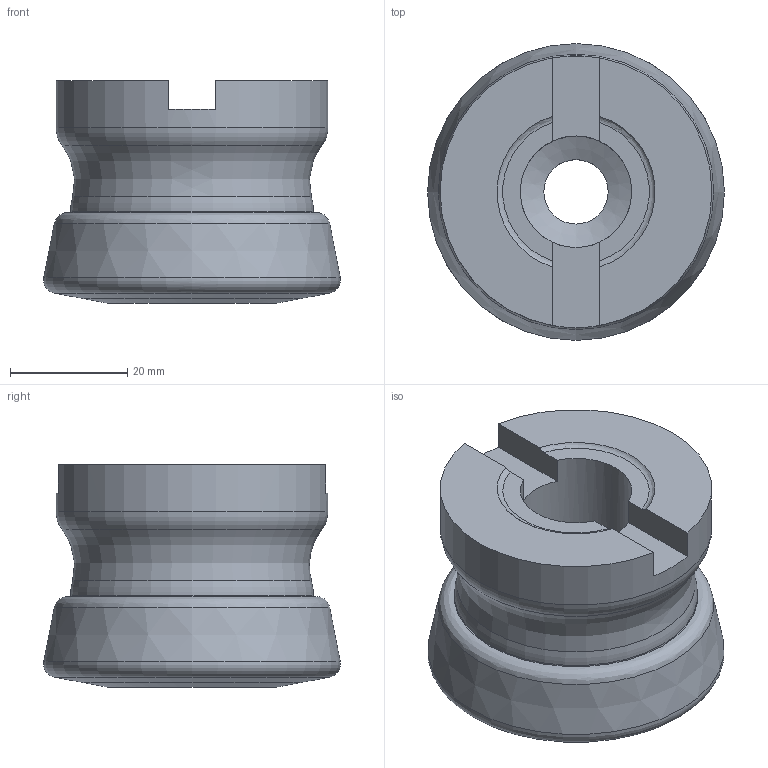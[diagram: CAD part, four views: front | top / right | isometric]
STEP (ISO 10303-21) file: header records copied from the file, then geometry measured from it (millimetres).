
FILE_DESCRIPTION(/* description */ (''),/* implementation_level */ '2;1');
FILE_NAME(/* name */ 'R220.21-02.00-SP14.5A_Basic.stp',/* time_stamp */ '2021-05-03T16:35:47+05:00',/* author */ (''),/* organization */ (''),/* preprocessor_version */ 'ST-DEVELOPER v16.7',/* originating_system */ 'SIEMENS PLM Software NX 12.0',/* authorisation */ '');
FILE_SCHEMA (('AUTOMOTIVE_DESIGN { 1 0 10303 214 3 1 1 1 }'));
Length unit declared in the file: millimetre
Products named in the file (4): CUT; NOCUT; ASSEMBLY_CONSTRUCTION; inpu0FAC3E74ir54
Assembly tree (3 placements, depth 2):
  inpu0FAC3E74ir54
    ASSEMBLY_CONSTRUCTION
    NOCUT
    CUT
Bounding box: 50.74 x 50.74 x 38.1 mm (x, y, z)
Volume: 68876.2 mm3; surface area: 16336.1 mm2
Topology: 2 solids, 2 shells, 41 faces, 94 edges, 66 vertices
Faces by surface type: plane 12, cone 10, torus 10, cylinder 5, revolution 4
Full cylindrical faces by diameter (mm): 11 x1, 15.7 x1, 19.056 x1, 41.5 x1, 46.45 x1
Entity records: 1342 total; most frequent: CARTESIAN_POINT 288, DIRECTION 206, ORIENTED_EDGE 128, AXIS2_PLACEMENT_3D 91, EDGE_LOOP 70, EDGE_CURVE 64, FACE_BOUND 58, VERTEX_POINT 52
